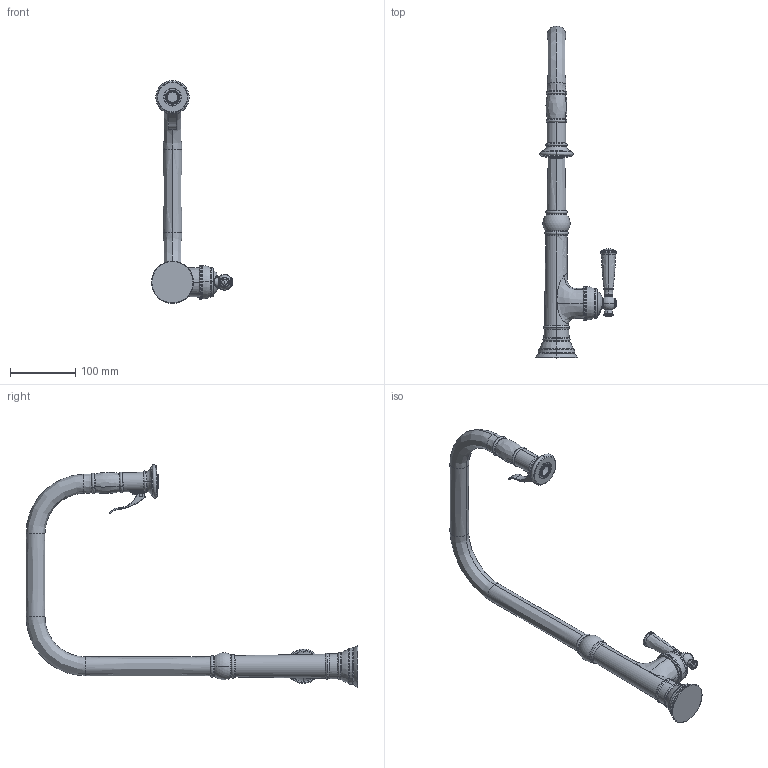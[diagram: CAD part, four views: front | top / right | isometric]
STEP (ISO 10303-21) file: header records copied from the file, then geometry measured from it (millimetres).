
FILE_DESCRIPTION((''),'2;1');
FILE_NAME('2470-7183_','2025-09-09T22:56:38',('SwamiS'),(''),'CREO PARAMETRIC BY PTC INC, 2025093','CREO PARAMETRIC BY PTC INC, 2025093','');
FILE_SCHEMA(('CONFIG_CONTROL_DESIGN'));
Length unit declared in the file: inch
Products named in the file (1): 2470-7183_
Bounding box: 124.69 x 509.22 x 341.97 mm (x, y, z)
Volume: 832014.9 mm3; surface area: 117566.3 mm2
Topology: 4 solids, 4 shells, 475 faces, 1058 edges, 593 vertices
Faces by surface type: cylinder 135, torus 129, plane 67, bspline 64, cone 40, sphere 26, revolution 14
Entity records: 17725 total; most frequent: CARTESIAN_POINT 7293, DIRECTION 2365, ORIENTED_EDGE 2104, EDGE_CURVE 1052, AXIS2_PLACEMENT_3D 1049, CIRCLE 652, VERTEX_POINT 593, EDGE_LOOP 487
